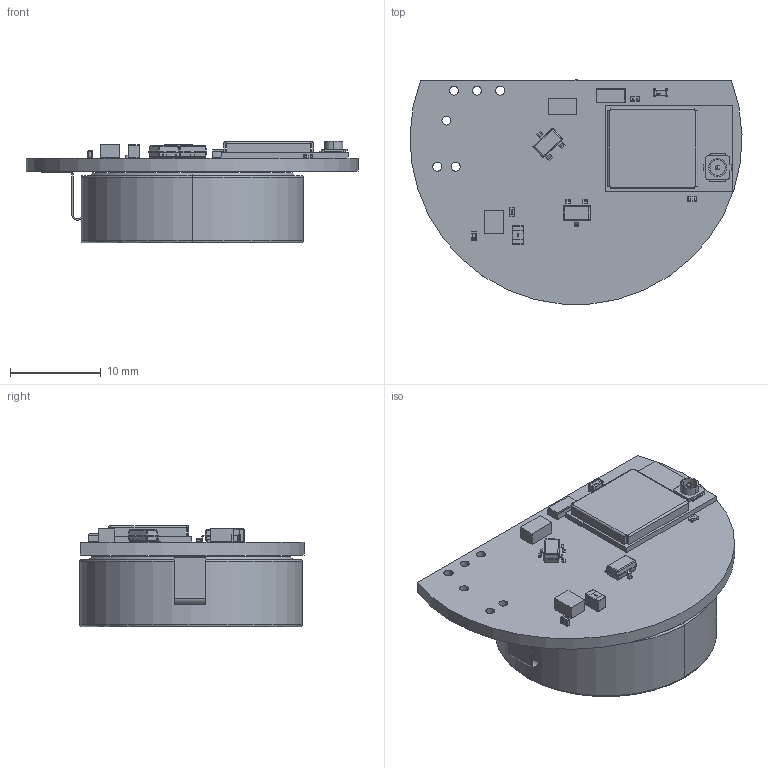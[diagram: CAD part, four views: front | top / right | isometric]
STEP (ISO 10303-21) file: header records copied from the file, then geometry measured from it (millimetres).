
FILE_DESCRIPTION(('Open CASCADE Model'),'2;1');
FILE_NAME('Open CASCADE Shape Model','2025-07-02T17:37:15',('Author'),( 'Open CASCADE'),'Open CASCADE STEP processor 7.5','Open CASCADE 7.5' ,'Unknown');
FILE_SCHEMA(('AUTOMOTIVE_DESIGN { 1 0 10303 214 1 1 1 1 }'));
Length unit declared in the file: millimetre
Products named in the file (56): PCB; Board; Open CASCADE STEP translator 7.5 3.1.1; C3; User Library-0402C; L2; Ind_TDK_MLZ1608A1R0WT000_eec; 1; 2; TDK Logo; C4; M1; AN54L15Q-U-20250207_RGB8421504; Y1; 6405029760; solidBody; solidTop; solidLead; U3; 6405033040; Body; Open CASCADE STEP translator 7.5 1.1.1; Leader; U4; 6405035120; IC1; 6404880016; Extruded; U5; 6405031360; C1; Cap_TDK_C2012X7R1E474K125AA_eec; body; side; R1; User Library-R SMD 0402; User Library-R SMD 0402_0402 BODY; User Library-R SMD 0402_0402 PAD; User Library-R SMD 0402_0402 OPIS; U1 ...
Assembly tree (62 placements, depth 5):
  PCB
    Board
      Open CASCADE STEP translator 7.5 3.1.1
    C3
      User Library-0402C
    L2
      Ind_TDK_MLZ1608A1R0WT000_eec
        1
        2
        TDK Logo
    C4
      User Library-0402C
    M1
      AN54L15Q-U-20250207_RGB8421504
    Y1
      6405029760
        solidBody
        solidTop
        solidLead
    U3
      6405033040
        Body
          Open CASCADE STEP translator 7.5 1.1.1
        Leader  x3
    U4
      6405035120
        Body
          Open CASCADE STEP translator 7.5 1.1.1
        Leader  x3
    IC1
      6404880016
        Extruded
    U5
      6405031360
    C1
      Cap_TDK_C2012X7R1E474K125AA_eec
        body
        side  x2
        TDK Logo
    R1
      User Library-R SMD 0402
        User Library-R SMD 0402_0402 BODY
        User Library-R SMD 0402_0402 PAD  x2
        User Library-R SMD 0402_0402 OPIS
    U1
      6405037440
        Body
        Pins
    C2
      Cap_Murata_GRM158C80G226ME01J_eec
        Terminals
        Center
        Murata
    U2
      keystone-PN122
    Free-Models
      CR2477--3DModel-STEP-56544
Bounding box: 36.59 x 24.71 x 11.18 mm (x, y, z)
Volume: 4830.5 mm3; surface area: 4071.6 mm2
Topology: 72 solids, 72 shells, 1557 faces, 3611 edges, 2239 vertices
Faces by surface type: plane 924, cylinder 416, bspline 113, sphere 66, torus 20, revolution 16, cone 2
Full cylindrical faces by diameter (mm): 0.99 x3, 1 x3
Entity records: 45897 total; most frequent: CARTESIAN_POINT 10944, DIRECTION 6409, ORIENTED_EDGE 6366, EDGE_CURVE 3183, LINE 2219, VECTOR 2219, AXIS2_PLACEMENT_3D 2091, VERTEX_POINT 2007
